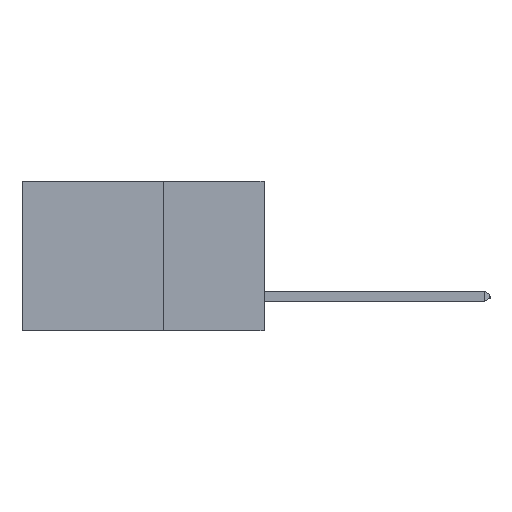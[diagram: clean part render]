
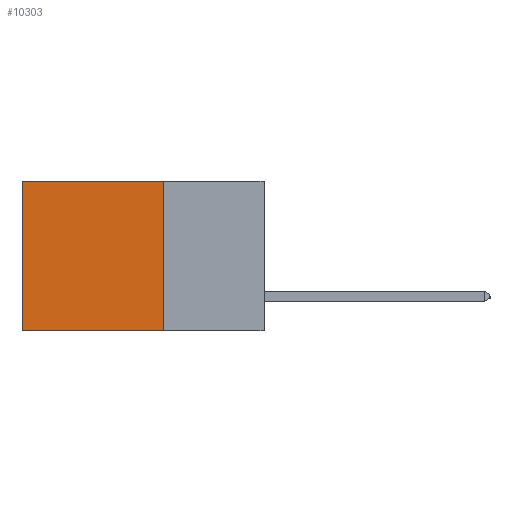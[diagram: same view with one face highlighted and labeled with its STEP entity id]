
A CAD part, left-side view. The second image highlights one B-rep face of the part: STEP entity #10303.
In plain terms, the highlighted planar face has unit normal (-1, 0, 0).
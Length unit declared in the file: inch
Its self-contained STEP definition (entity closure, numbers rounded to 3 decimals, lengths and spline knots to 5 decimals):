
#789 = VECTOR ( 'NONE', #3527, 39.37008 ) ;
#899 = AXIS2_PLACEMENT_3D ( 'NONE', #7860, #9363, #4694 ) ;
#1088 = VECTOR ( 'NONE', #7768, 39.37008 ) ;
#1329 = CARTESIAN_POINT ( 'NONE',  ( 0.298, 0.25, -0.37 ) ) ;
#1386 = VERTEX_POINT ( 'NONE', #4016 ) ;
#1425 = CARTESIAN_POINT ( 'NONE',  ( 0.298, 0.25, 0. ) ) ;
#1430 = PLANE ( 'NONE',  #899 ) ;
#2436 = LINE ( 'NONE', #6425, #6512 ) ;
#2588 = EDGE_CURVE ( 'NONE', #1386, #9714, #2976, .T. ) ;
#2976 = LINE ( 'NONE', #3495, #789 ) ;
#3238 = EDGE_LOOP ( 'NONE', ( #6643, #8896, #9162, #7894 ) ) ;
#3495 = CARTESIAN_POINT ( 'NONE',  ( 0.298, 0.6, 0. ) ) ;
#3527 = DIRECTION ( 'NONE',  ( 0., 0., -1. ) ) ;
#3959 = VERTEX_POINT ( 'NONE', #1425 ) ;
#4016 = CARTESIAN_POINT ( 'NONE',  ( 0.298, 0.6, 0. ) ) ;
#4371 = VECTOR ( 'NONE', #6956, 39.37008 ) ;
#4504 = VERTEX_POINT ( 'NONE', #9204 ) ;
#4694 = DIRECTION ( 'NONE',  ( 0., 0., -1. ) ) ;
#6229 = EDGE_CURVE ( 'NONE', #3959, #1386, #8564, .T. ) ;
#6425 = CARTESIAN_POINT ( 'NONE',  ( 0.298, 0.25, 0. ) ) ;
#6468 = DIRECTION ( 'NONE',  ( 0., 0., -1. ) ) ;
#6512 = VECTOR ( 'NONE', #6468, 39.37008 ) ;
#6575 = FACE_OUTER_BOUND ( 'NONE', #3238, .T. ) ;
#6643 = ORIENTED_EDGE ( 'NONE', *, *, #2588, .T. ) ;
#6956 = DIRECTION ( 'NONE',  ( 0., 1., 0. ) ) ;
#7538 = LINE ( 'NONE', #1329, #1088 ) ;
#7768 = DIRECTION ( 'NONE',  ( 0., 1., 0. ) ) ;
#7860 = CARTESIAN_POINT ( 'NONE',  ( 0.298, 0.25, 0. ) ) ;
#7871 = CARTESIAN_POINT ( 'NONE',  ( 0.298, 0.25, 0. ) ) ;
#7894 = ORIENTED_EDGE ( 'NONE', *, *, #6229, .T. ) ;
#8483 = EDGE_CURVE ( 'NONE', #3959, #4504, #2436, .T. ) ;
#8564 = LINE ( 'NONE', #7871, #4371 ) ;
#8689 = CARTESIAN_POINT ( 'NONE',  ( 0.298, 0.6, -0.37 ) ) ;
#8896 = ORIENTED_EDGE ( 'NONE', *, *, #10210, .F. ) ;
#9162 = ORIENTED_EDGE ( 'NONE', *, *, #8483, .F. ) ;
#9204 = CARTESIAN_POINT ( 'NONE',  ( 0.298, 0.25, -0.37 ) ) ;
#9363 = DIRECTION ( 'NONE',  ( 1., 0., 0. ) ) ;
#9714 = VERTEX_POINT ( 'NONE', #8689 ) ;
#10210 = EDGE_CURVE ( 'NONE', #4504, #9714, #7538, .T. ) ;
#10303 = ADVANCED_FACE ( 'NONE', ( #6575 ), #1430, .F. ) ;
